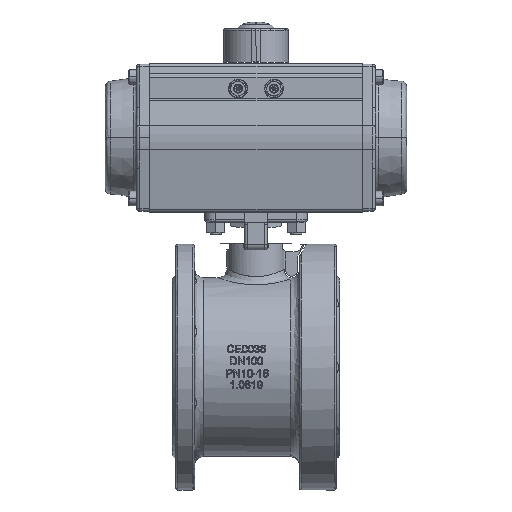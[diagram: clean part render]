
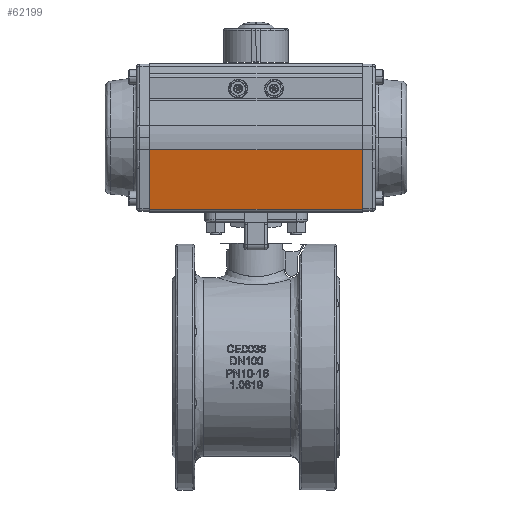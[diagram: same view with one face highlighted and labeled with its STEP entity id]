
A CAD part, front view. The second image highlights one B-rep face of the part: STEP entity #62199.
In plain terms, the highlighted planar face has unit normal (0, 0.983, 0.185).
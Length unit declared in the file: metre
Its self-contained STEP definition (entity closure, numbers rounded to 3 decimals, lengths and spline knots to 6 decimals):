
#26 = DIRECTION ( 'NONE',  ( -1., 0., 0. ) ) ;
#2864 = DIRECTION ( 'NONE',  ( 0., 0.983, 0.185 ) ) ;
#9603 = CARTESIAN_POINT ( 'NONE',  ( -0.104568, -0.060031, 0.430101 ) ) ;
#11577 = EDGE_CURVE ( 'NONE', #31847, #78995, #27806, .T. ) ;
#16812 = VECTOR ( 'NONE', #105604, 1. ) ;
#20435 = CARTESIAN_POINT ( 'NONE',  ( -0.104568, -0.049982, 0.376675 ) ) ;
#22484 = CARTESIAN_POINT ( 'NONE',  ( 0.085432, -0.049982, 0.376675 ) ) ;
#27806 = LINE ( 'NONE', #9603, #16812 ) ;
#30085 = EDGE_CURVE ( 'NONE', #68923, #31847, #39894, .T. ) ;
#31847 = VERTEX_POINT ( 'NONE', #95822 ) ;
#34162 = AXIS2_PLACEMENT_3D ( 'NONE', #69987, #2864, #86989 ) ;
#35153 = ORIENTED_EDGE ( 'NONE', *, *, #123708, .T. ) ;
#39894 = LINE ( 'NONE', #20435, #59589 ) ;
#44994 = VECTOR ( 'NONE', #26, 1. ) ;
#47677 = LINE ( 'NONE', #86022, #44994 ) ;
#48642 = PLANE ( 'NONE',  #34162 ) ;
#59589 = VECTOR ( 'NONE', #59948, 1. ) ;
#59948 = DIRECTION ( 'NONE',  ( 0., -0.185, 0.983 ) ) ;
#62199 = ADVANCED_FACE ( 'NONE', ( #118338 ), #48642, .T. ) ;
#68923 = VERTEX_POINT ( 'NONE', #101854 ) ;
#69987 = CARTESIAN_POINT ( 'NONE',  ( -0.104568, -0.049982, 0.376675 ) ) ;
#76364 = CARTESIAN_POINT ( 'NONE',  ( 0.085432, -0.060031, 0.430101 ) ) ;
#78995 = VERTEX_POINT ( 'NONE', #76364 ) ;
#79691 = VECTOR ( 'NONE', #80834, 1. ) ;
#80834 = DIRECTION ( 'NONE',  ( 0., 0.185, -0.983 ) ) ;
#82661 = ORIENTED_EDGE ( 'NONE', *, *, #30085, .T. ) ;
#83784 = LINE ( 'NONE', #103834, #79691 ) ;
#86022 = CARTESIAN_POINT ( 'NONE',  ( -0.104568, -0.049982, 0.376675 ) ) ;
#86989 = DIRECTION ( 'NONE',  ( 0., 0.185, -0.983 ) ) ;
#95822 = CARTESIAN_POINT ( 'NONE',  ( -0.104568, -0.060031, 0.430101 ) ) ;
#100758 = EDGE_CURVE ( 'NONE', #116292, #68923, #47677, .T. ) ;
#101854 = CARTESIAN_POINT ( 'NONE',  ( -0.104568, -0.049982, 0.376675 ) ) ;
#103834 = CARTESIAN_POINT ( 'NONE',  ( 0.085432, -0.049982, 0.376675 ) ) ;
#105604 = DIRECTION ( 'NONE',  ( 1., 0., 0. ) ) ;
#111974 = ORIENTED_EDGE ( 'NONE', *, *, #11577, .T. ) ;
#114821 = ORIENTED_EDGE ( 'NONE', *, *, #100758, .T. ) ;
#116292 = VERTEX_POINT ( 'NONE', #22484 ) ;
#118338 = FACE_OUTER_BOUND ( 'NONE', #123110, .T. ) ;
#123110 = EDGE_LOOP ( 'NONE', ( #111974, #35153, #114821, #82661 ) ) ;
#123708 = EDGE_CURVE ( 'NONE', #78995, #116292, #83784, .T. ) ;
